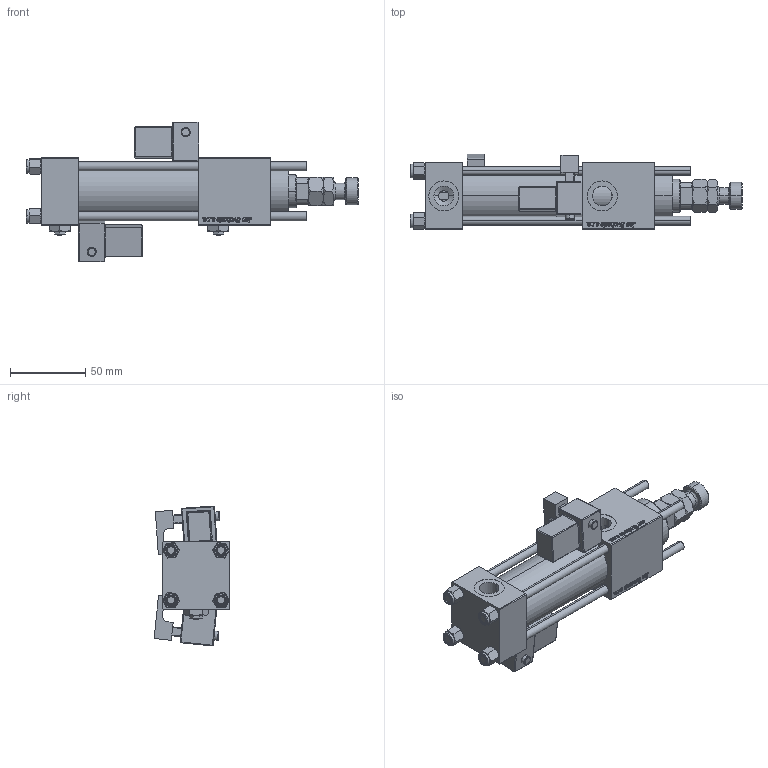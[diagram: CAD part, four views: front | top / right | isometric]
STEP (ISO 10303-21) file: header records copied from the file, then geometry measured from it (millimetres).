
FILE_DESCRIPTION (( 'STEP AP203' ), '1' );
FILE_NAME ('4b9c.STEP', '2022-04-14T19:03:16', ( '' ), ( '' ), 'SwSTEP 2.0', 'SolidWorks 2019', '' );
FILE_SCHEMA (( 'CONFIG_CONTROL_DESIGN' ));
Length unit declared in the file: millimetre
Products named in the file (9): V215_VC_A e2d4c4d41e2b56332eec325d6d63355d; NUT_M5_B e2d4c4d41e2b56332eec325d6d63355d; V215CR_VCP_B e2d4c4d41e2b56332eec325d6d63355d; 4b9c; V215CR_B_TYCINKA e2d4c4d41e2b56332eec325d6d63355d; V215CR_MSU e2d4c4d41e2b56332eec325d6d63355d; MFA e2d4c4d41e2b56332eec325d6d63355d; V215CR_B-1 e2d4c4d41e2b56332eec325d6d63355d; Zatka_pro_OIL_PORT e2d4c4d41e2b56332eec325d6d63355d
Assembly tree (16 placements, depth 2):
  4b9c
    V215CR_B-1 e2d4c4d41e2b56332eec325d6d63355d
    V215CR_VCP_B e2d4c4d41e2b56332eec325d6d63355d
    NUT_M5_B e2d4c4d41e2b56332eec325d6d63355d  x4
    V215CR_B_TYCINKA e2d4c4d41e2b56332eec325d6d63355d  x4
    V215_VC_A e2d4c4d41e2b56332eec325d6d63355d
    MFA e2d4c4d41e2b56332eec325d6d63355d
    V215CR_MSU e2d4c4d41e2b56332eec325d6d63355d  x2
    Zatka_pro_OIL_PORT e2d4c4d41e2b56332eec325d6d63355d  x2
Bounding box: 221 x 50.4 x 93.13 mm (x, y, z)
Volume: 286199 mm3; surface area: 104260.1 mm2
Topology: 16 solids, 16 shells, 1466 faces, 3646 edges, 2305 vertices
Faces by surface type: plane 556, bspline 504, cone 206, cylinder 152, torus 24, sphere 24
Entity records: 62777 total; most frequent: CARTESIAN_POINT 35590, ORIENTED_EDGE 6198, DIRECTION 3765, EDGE_CURVE 3099, VERTEX_POINT 2003, LINE 1619, VECTOR 1619, EDGE_LOOP 1360
